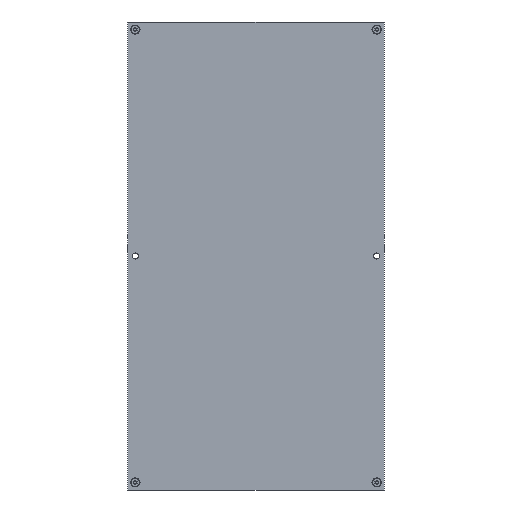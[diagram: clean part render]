
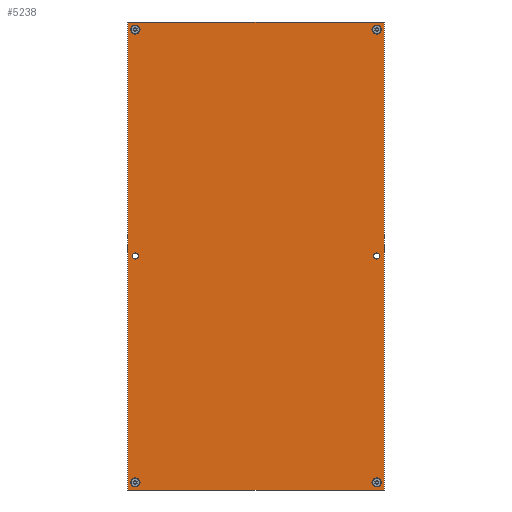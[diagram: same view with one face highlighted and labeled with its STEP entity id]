
A CAD part, front view. The second image highlights one B-rep face of the part: STEP entity #5238.
In plain terms, the highlighted planar face has unit normal (0, -1, 0).
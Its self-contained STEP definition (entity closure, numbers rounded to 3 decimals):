
#30 = CIRCLE ( 'NONE', #7492, 2. ) ;
#56 = AXIS2_PLACEMENT_3D ( 'NONE', #2674, #673, #4473 ) ;
#92 = DIRECTION ( 'NONE',  ( 0., 0., 1. ) ) ;
#111 = ORIENTED_EDGE ( 'NONE', *, *, #2138, .F. ) ;
#209 = ORIENTED_EDGE ( 'NONE', *, *, #624, .T. ) ;
#254 = AXIS2_PLACEMENT_3D ( 'NONE', #1968, #3332, #2042 ) ;
#379 = ORIENTED_EDGE ( 'NONE', *, *, #4337, .F. ) ;
#428 = DIRECTION ( 'NONE',  ( 0., 1., 0. ) ) ;
#448 = EDGE_LOOP ( 'NONE', ( #4321, #2225 ) ) ;
#624 = EDGE_CURVE ( 'NONE', #5598, #4937, #7824, .T. ) ;
#629 = EDGE_CURVE ( 'NONE', #5356, #7668, #6774, .T. ) ;
#660 = CARTESIAN_POINT ( 'NONE',  ( -85., 0., 155. ) ) ;
#666 = DIRECTION ( 'NONE',  ( 0., 1., 0. ) ) ;
#673 = DIRECTION ( 'NONE',  ( 0., -1., 0. ) ) ;
#677 = VERTEX_POINT ( 'NONE', #4713 ) ;
#828 = AXIS2_PLACEMENT_3D ( 'NONE', #3008, #4271, #1203 ) ;
#835 = VERTEX_POINT ( 'NONE', #3228 ) ;
#877 = AXIS2_PLACEMENT_3D ( 'NONE', #7758, #987, #4631 ) ;
#896 = EDGE_CURVE ( 'NONE', #7017, #3308, #7830, .T. ) ;
#987 = DIRECTION ( 'NONE',  ( 0., 1., 0. ) ) ;
#1071 = CARTESIAN_POINT ( 'NONE',  ( -80., 0., -148.3 ) ) ;
#1129 = LINE ( 'NONE', #7449, #1948 ) ;
#1150 = DIRECTION ( 'NONE',  ( 0., 0., 1. ) ) ;
#1203 = DIRECTION ( 'NONE',  ( 0., 0., 1. ) ) ;
#1245 = LINE ( 'NONE', #3827, #6313 ) ;
#1292 = DIRECTION ( 'NONE',  ( 1., 0., 0. ) ) ;
#1295 = AXIS2_PLACEMENT_3D ( 'NONE', #4266, #7969, #8086 ) ;
#1339 = AXIS2_PLACEMENT_3D ( 'NONE', #4144, #3037, #6116 ) ;
#1343 = CARTESIAN_POINT ( 'NONE',  ( -80., 0., 0. ) ) ;
#1358 = CIRCLE ( 'NONE', #56, 2. ) ;
#1438 = EDGE_CURVE ( 'NONE', #6438, #4694, #6005, .T. ) ;
#1539 = CARTESIAN_POINT ( 'NONE',  ( 80., 0., -148.3 ) ) ;
#1554 = DIRECTION ( 'NONE',  ( 0., 0., 1. ) ) ;
#1613 = EDGE_CURVE ( 'NONE', #1713, #2040, #1939, .T. ) ;
#1625 = VERTEX_POINT ( 'NONE', #5543 ) ;
#1662 = EDGE_CURVE ( 'NONE', #6502, #3238, #5610, .T. ) ;
#1713 = VERTEX_POINT ( 'NONE', #2551 ) ;
#1756 = ORIENTED_EDGE ( 'NONE', *, *, #896, .F. ) ;
#1761 = FACE_BOUND ( 'NONE', #5295, .T. ) ;
#1803 = ORIENTED_EDGE ( 'NONE', *, *, #1438, .T. ) ;
#1807 = DIRECTION ( 'NONE',  ( 0., 1., 0. ) ) ;
#1939 = CIRCLE ( 'NONE', #1295, 2. ) ;
#1948 = VECTOR ( 'NONE', #6130, 1000. ) ;
#1968 = CARTESIAN_POINT ( 'NONE',  ( -80., 0., 150. ) ) ;
#2040 = VERTEX_POINT ( 'NONE', #5444 ) ;
#2042 = DIRECTION ( 'NONE',  ( 0., 0., 1. ) ) ;
#2094 = EDGE_LOOP ( 'NONE', ( #3186, #6895 ) ) ;
#2138 = EDGE_CURVE ( 'NONE', #1625, #835, #3814, .T. ) ;
#2220 = CARTESIAN_POINT ( 'NONE',  ( -80., 0., -151.7 ) ) ;
#2225 = ORIENTED_EDGE ( 'NONE', *, *, #1613, .F. ) ;
#2281 = CARTESIAN_POINT ( 'NONE',  ( -80., 0., 0. ) ) ;
#2312 = AXIS2_PLACEMENT_3D ( 'NONE', #7185, #7142, #1554 ) ;
#2406 = ORIENTED_EDGE ( 'NONE', *, *, #4985, .F. ) ;
#2437 = ORIENTED_EDGE ( 'NONE', *, *, #1662, .T. ) ;
#2513 = LINE ( 'NONE', #5049, #4955 ) ;
#2551 = CARTESIAN_POINT ( 'NONE',  ( 80., 0., -2. ) ) ;
#2674 = CARTESIAN_POINT ( 'NONE',  ( 80., 0., 0. ) ) ;
#2777 = CARTESIAN_POINT ( 'NONE',  ( 85., 0., 155. ) ) ;
#2927 = EDGE_CURVE ( 'NONE', #7668, #5356, #6268, .T. ) ;
#2997 = FACE_BOUND ( 'NONE', #5051, .T. ) ;
#3008 = CARTESIAN_POINT ( 'NONE',  ( -80., 0., 150. ) ) ;
#3036 = DIRECTION ( 'NONE',  ( 0., 1., 0. ) ) ;
#3037 = DIRECTION ( 'NONE',  ( 0., -1., 0. ) ) ;
#3186 = ORIENTED_EDGE ( 'NONE', *, *, #629, .T. ) ;
#3228 = CARTESIAN_POINT ( 'NONE',  ( -85., 0., 155. ) ) ;
#3234 = EDGE_CURVE ( 'NONE', #4694, #6438, #3654, .T. ) ;
#3238 = VERTEX_POINT ( 'NONE', #6115 ) ;
#3272 = DIRECTION ( 'NONE',  ( 0., 0., -1. ) ) ;
#3308 = VERTEX_POINT ( 'NONE', #3574 ) ;
#3309 = DIRECTION ( 'NONE',  ( 0., -1., 0. ) ) ;
#3332 = DIRECTION ( 'NONE',  ( 0., 1., 0. ) ) ;
#3574 = CARTESIAN_POINT ( 'NONE',  ( -80., 0., 2. ) ) ;
#3610 = CARTESIAN_POINT ( 'NONE',  ( -80., 0., -150. ) ) ;
#3611 = FACE_OUTER_BOUND ( 'NONE', #7980, .T. ) ;
#3654 = CIRCLE ( 'NONE', #3917, 1.7 ) ;
#3736 = CARTESIAN_POINT ( 'NONE',  ( 80., 0., 151.7 ) ) ;
#3814 = LINE ( 'NONE', #660, #7694 ) ;
#3827 = CARTESIAN_POINT ( 'NONE',  ( 85., 0., 155. ) ) ;
#3885 = EDGE_CURVE ( 'NONE', #677, #1625, #1129, .T. ) ;
#3917 = AXIS2_PLACEMENT_3D ( 'NONE', #3610, #3036, #1150 ) ;
#3973 = EDGE_CURVE ( 'NONE', #835, #4285, #2513, .T. ) ;
#4123 = EDGE_LOOP ( 'NONE', ( #7963, #2437 ) ) ;
#4144 = CARTESIAN_POINT ( 'NONE',  ( 0., 0., 0. ) ) ;
#4266 = CARTESIAN_POINT ( 'NONE',  ( 80., 0., 0. ) ) ;
#4271 = DIRECTION ( 'NONE',  ( 0., 1., 0. ) ) ;
#4285 = VERTEX_POINT ( 'NONE', #2777 ) ;
#4321 = ORIENTED_EDGE ( 'NONE', *, *, #6290, .F. ) ;
#4337 = EDGE_CURVE ( 'NONE', #3308, #7017, #30, .T. ) ;
#4473 = DIRECTION ( 'NONE',  ( 0., 0., -1. ) ) ;
#4631 = DIRECTION ( 'NONE',  ( 0., 0., 1. ) ) ;
#4694 = VERTEX_POINT ( 'NONE', #2220 ) ;
#4713 = CARTESIAN_POINT ( 'NONE',  ( 85., 0., -155. ) ) ;
#4824 = ORIENTED_EDGE ( 'NONE', *, *, #3885, .F. ) ;
#4897 = DIRECTION ( 'NONE',  ( 0., 0., -1. ) ) ;
#4937 = VERTEX_POINT ( 'NONE', #6407 ) ;
#4955 = VECTOR ( 'NONE', #1292, 1000. ) ;
#4985 = EDGE_CURVE ( 'NONE', #4285, #677, #1245, .T. ) ;
#5002 = DIRECTION ( 'NONE',  ( 0., 0., 1. ) ) ;
#5049 = CARTESIAN_POINT ( 'NONE',  ( -85., 0., 155. ) ) ;
#5051 = EDGE_LOOP ( 'NONE', ( #379, #1756 ) ) ;
#5238 = ADVANCED_FACE ( 'NONE', ( #2997, #6076, #1761, #7354, #6649, #7274, #3611 ), #8043, .T. ) ;
#5274 = ORIENTED_EDGE ( 'NONE', *, *, #7796, .T. ) ;
#5295 = EDGE_LOOP ( 'NONE', ( #1803, #6557 ) ) ;
#5337 = CARTESIAN_POINT ( 'NONE',  ( -80., 0., -150. ) ) ;
#5356 = VERTEX_POINT ( 'NONE', #3736 ) ;
#5444 = CARTESIAN_POINT ( 'NONE',  ( 80., 0., 2. ) ) ;
#5543 = CARTESIAN_POINT ( 'NONE',  ( -85., 0., -155. ) ) ;
#5598 = VERTEX_POINT ( 'NONE', #1539 ) ;
#5610 = CIRCLE ( 'NONE', #254, 1.7 ) ;
#6005 = CIRCLE ( 'NONE', #7453, 1.7 ) ;
#6059 = EDGE_LOOP ( 'NONE', ( #209, #5274 ) ) ;
#6076 = FACE_BOUND ( 'NONE', #448, .T. ) ;
#6099 = DIRECTION ( 'NONE',  ( 0., -1., 0. ) ) ;
#6104 = EDGE_CURVE ( 'NONE', #3238, #6502, #6335, .T. ) ;
#6115 = CARTESIAN_POINT ( 'NONE',  ( -80., 0., 151.7 ) ) ;
#6116 = DIRECTION ( 'NONE',  ( 0., 0., -1. ) ) ;
#6130 = DIRECTION ( 'NONE',  ( -1., 0., 0. ) ) ;
#6268 = CIRCLE ( 'NONE', #7451, 1.7 ) ;
#6289 = DIRECTION ( 'NONE',  ( 0., 0., -1. ) ) ;
#6290 = EDGE_CURVE ( 'NONE', #2040, #1713, #1358, .T. ) ;
#6313 = VECTOR ( 'NONE', #6289, 1000. ) ;
#6335 = CIRCLE ( 'NONE', #828, 1.7 ) ;
#6361 = CARTESIAN_POINT ( 'NONE',  ( 80., 0., -150. ) ) ;
#6400 = DIRECTION ( 'NONE',  ( 0., 0., 1. ) ) ;
#6407 = CARTESIAN_POINT ( 'NONE',  ( 80., 0., -151.7 ) ) ;
#6438 = VERTEX_POINT ( 'NONE', #1071 ) ;
#6502 = VERTEX_POINT ( 'NONE', #7598 ) ;
#6557 = ORIENTED_EDGE ( 'NONE', *, *, #3234, .T. ) ;
#6647 = AXIS2_PLACEMENT_3D ( 'NONE', #1343, #3309, #3272 ) ;
#6649 = FACE_BOUND ( 'NONE', #2094, .T. ) ;
#6772 = CARTESIAN_POINT ( 'NONE',  ( 80., 0., 148.3 ) ) ;
#6774 = CIRCLE ( 'NONE', #2312, 1.7 ) ;
#6882 = CARTESIAN_POINT ( 'NONE',  ( -80., 0., -2. ) ) ;
#6895 = ORIENTED_EDGE ( 'NONE', *, *, #2927, .T. ) ;
#7017 = VERTEX_POINT ( 'NONE', #6882 ) ;
#7142 = DIRECTION ( 'NONE',  ( 0., 1., 0. ) ) ;
#7185 = CARTESIAN_POINT ( 'NONE',  ( 80., 0., 150. ) ) ;
#7274 = FACE_BOUND ( 'NONE', #6059, .T. ) ;
#7354 = FACE_BOUND ( 'NONE', #4123, .T. ) ;
#7441 = CARTESIAN_POINT ( 'NONE',  ( 80., 0., 150. ) ) ;
#7449 = CARTESIAN_POINT ( 'NONE',  ( -85., 0., -155. ) ) ;
#7451 = AXIS2_PLACEMENT_3D ( 'NONE', #7441, #1807, #5002 ) ;
#7453 = AXIS2_PLACEMENT_3D ( 'NONE', #5337, #428, #7851 ) ;
#7492 = AXIS2_PLACEMENT_3D ( 'NONE', #2281, #6099, #4897 ) ;
#7553 = ORIENTED_EDGE ( 'NONE', *, *, #3973, .F. ) ;
#7598 = CARTESIAN_POINT ( 'NONE',  ( -80., 0., 148.3 ) ) ;
#7668 = VERTEX_POINT ( 'NONE', #6772 ) ;
#7694 = VECTOR ( 'NONE', #92, 1000. ) ;
#7758 = CARTESIAN_POINT ( 'NONE',  ( 80., 0., -150. ) ) ;
#7781 = AXIS2_PLACEMENT_3D ( 'NONE', #6361, #666, #6400 ) ;
#7796 = EDGE_CURVE ( 'NONE', #4937, #5598, #8035, .T. ) ;
#7824 = CIRCLE ( 'NONE', #877, 1.7 ) ;
#7830 = CIRCLE ( 'NONE', #6647, 2. ) ;
#7851 = DIRECTION ( 'NONE',  ( 0., 0., 1. ) ) ;
#7963 = ORIENTED_EDGE ( 'NONE', *, *, #6104, .T. ) ;
#7969 = DIRECTION ( 'NONE',  ( 0., -1., 0. ) ) ;
#7980 = EDGE_LOOP ( 'NONE', ( #2406, #7553, #111, #4824 ) ) ;
#8035 = CIRCLE ( 'NONE', #7781, 1.7 ) ;
#8043 = PLANE ( 'NONE',  #1339 ) ;
#8086 = DIRECTION ( 'NONE',  ( 0., 0., -1. ) ) ;
